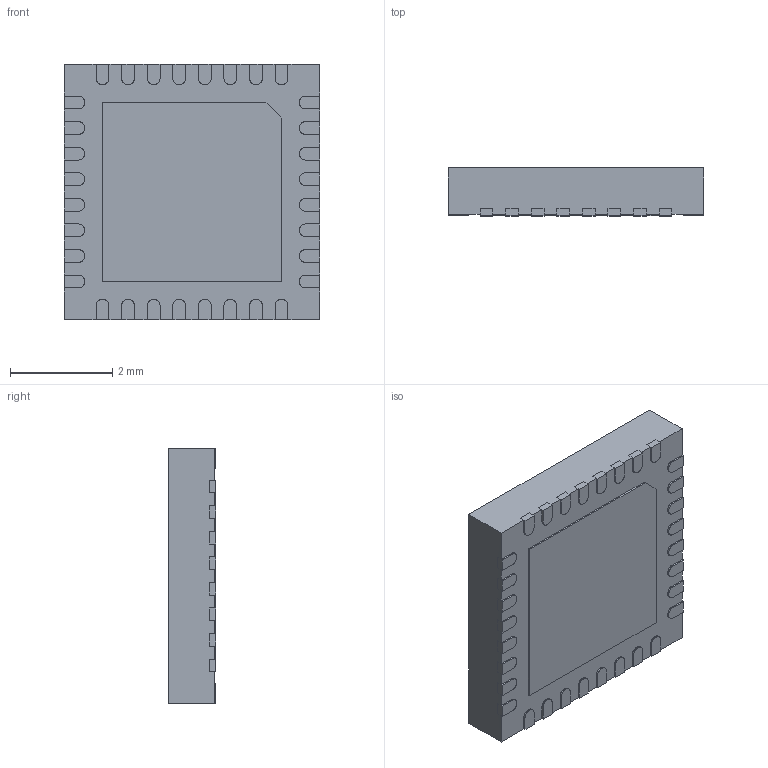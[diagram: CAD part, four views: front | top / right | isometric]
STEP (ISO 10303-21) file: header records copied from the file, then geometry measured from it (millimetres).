
FILE_DESCRIPTION (( 'STEP AP214' ), '1' );
FILE_NAME ('6A4E04D9-FF96-4C0D-B31A-1BCC2695C8B3.STEP', '2025-01-07T03:01:38', ( '' ), ( '' ), 'SwSTEP 2.0', 'SolidWorks 2022', '' );
FILE_SCHEMA (( 'AUTOMOTIVE_DESIGN' ));
Length unit declared in the file: millimetre
Products named in the file (1): 6A4E04D9-FF96-4C0D-B31A-1BCC2695C8B3
Bounding box: 5 x 0.93 x 5 mm (x, y, z)
Surface area: 69.8 mm2 (no closed solid volume)
Topology: 0 solids, 1 shells, 305 faces, 875 edges, 580 vertices
Faces by surface type: plane 221, cylinder 72, bspline 12
Entity records: 11488 total; most frequent: CARTESIAN_POINT 3400, ORIENTED_EDGE 1746, DIRECTION 1112, EDGE_CURVE 875, VERTEX_POINT 580, VECTOR 504, LINE 504, B_SPLINE_CURVE_WITH_KNOTS 361
